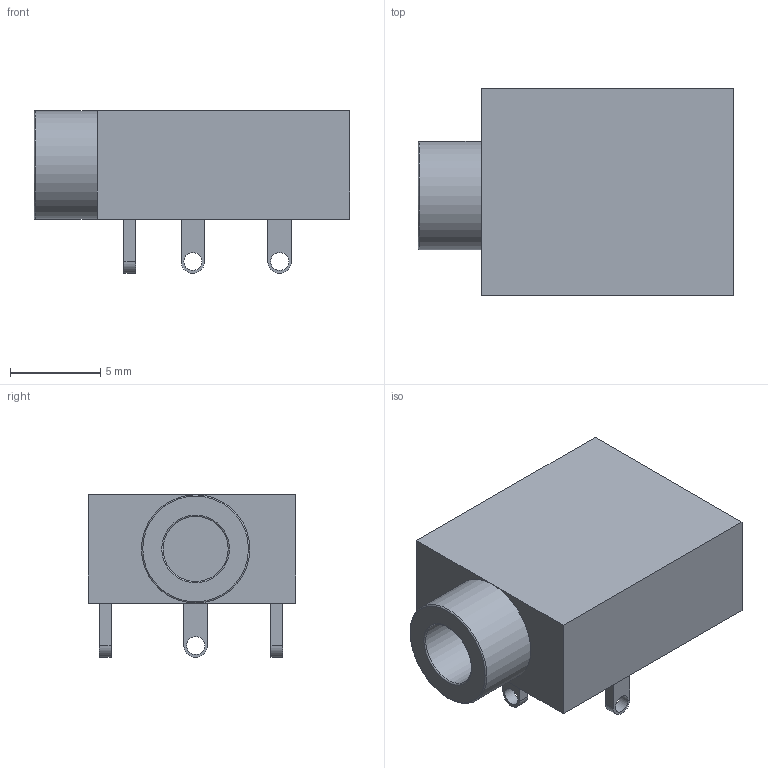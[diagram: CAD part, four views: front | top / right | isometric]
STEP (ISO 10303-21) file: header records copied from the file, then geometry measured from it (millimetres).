
FILE_DESCRIPTION(('FreeCAD Model'),'2;1');
FILE_NAME('Fillet003.step', '2020-09-09T10:29:58',('kicad StepUp'),('ksu MCAD'), 'Open CASCADE STEP processor 7.3','FreeCAD','Unknown');
FILE_SCHEMA(('AUTOMOTIVE_DESIGN { 1 0 10303 214 1 1 1 1 }'));
Length unit declared in the file: millimetre
Products named in the file (1): Fillet003
Bounding box: 17.5 x 11.5 x 9 mm (x, y, z)
Volume: 1035 mm3; surface area: 766.9 mm2
Topology: 1 solids, 1 shells, 37 faces, 89 edges, 58 vertices
Faces by surface type: plane 24, cylinder 11, torus 2
Full cylindrical faces by diameter (mm): 1 x3, 3.6 x1, 6 x1
Entity records: 1363 total; most frequent: DIRECTION 193, CARTESIAN_POINT 185, ORIENTED_EDGE 178, EDGE_CURVE 89, AXIS2_PLACEMENT_3D 66, LINE 61, VECTOR 61, VERTEX_POINT 58
